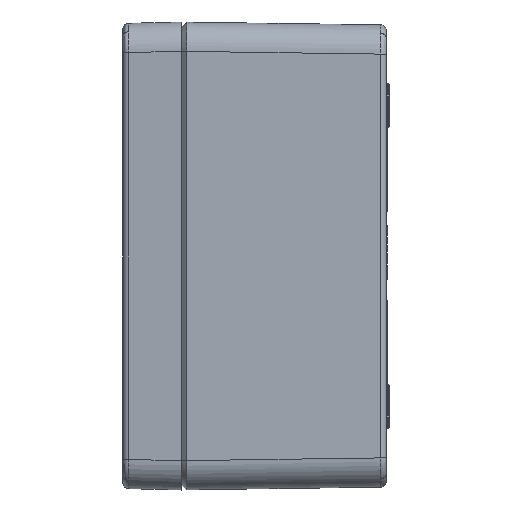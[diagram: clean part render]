
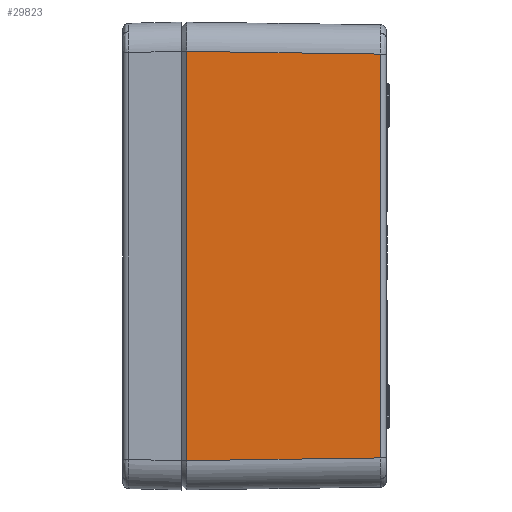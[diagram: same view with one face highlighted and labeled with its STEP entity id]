
A CAD part, left-side view. The second image highlights one B-rep face of the part: STEP entity #29823.
In plain terms, the highlighted planar face has unit normal (-1, -0.014, 0).
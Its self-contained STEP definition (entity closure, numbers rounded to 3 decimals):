
#22067 = EDGE_LOOP ( 'NONE', ( #31488, #31490, #31484, #31493 ) ) ;
#25500 = VERTEX_POINT ( 'NONE', #97651 ) ;
#27328 = VERTEX_POINT ( 'NONE', #98777 ) ;
#27337 = VERTEX_POINT ( 'NONE', #98785 ) ;
#27352 = VERTEX_POINT ( 'NONE', #98799 ) ;
#29331 = EDGE_CURVE ( 'NONE', #27328, #25500, #96616, .T. ) ;
#29368 = EDGE_CURVE ( 'NONE', #27337, #27328, #96620, .T. ) ;
#29393 = EDGE_CURVE ( 'NONE', #25500, #27352, #96627, .T. ) ;
#29407 = EDGE_CURVE ( 'NONE', #27352, #27337, #96631, .T. ) ;
#29823 = ADVANCED_FACE ( 'NONE', ( #96852 ), #107455, .T. ) ;
#31484 = ORIENTED_EDGE ( 'NONE', *, *, #29368, .T. ) ;
#31488 = ORIENTED_EDGE ( 'NONE', *, *, #29393, .T. ) ;
#31490 = ORIENTED_EDGE ( 'NONE', *, *, #29407, .T. ) ;
#31493 = ORIENTED_EDGE ( 'NONE', *, *, #29331, .T. ) ;
#96616 = LINE ( 'NONE', #104986, #103899 ) ;
#96620 = LINE ( 'NONE', #105072, #103910 ) ;
#96627 = LINE ( 'NONE', #105116, #103920 ) ;
#96631 = LINE ( 'NONE', #105133, #103931 ) ;
#96852 = FACE_OUTER_BOUND ( 'NONE', #22067, .T. ) ;
#97651 = CARTESIAN_POINT ( 'NONE',  ( -129.028, -68.028, 69.029 ) ) ;
#98777 = CARTESIAN_POINT ( 'NONE',  ( -129.028, -68.028, -69.029 ) ) ;
#98785 = CARTESIAN_POINT ( 'NONE',  ( -129.947, -1.79, -69.948 ) ) ;
#98799 = CARTESIAN_POINT ( 'NONE',  ( -129.947, -1.79, 69.948 ) ) ;
#103899 = VECTOR ( 'NONE', #104987, 1000. ) ;
#103910 = VECTOR ( 'NONE', #105073, 1000. ) ;
#103920 = VECTOR ( 'NONE', #105117, 1000. ) ;
#103931 = VECTOR ( 'NONE', #105134, 1000. ) ;
#104986 = CARTESIAN_POINT ( 'NONE',  ( -129.028, -68.028, 69.002 ) ) ;
#104987 = DIRECTION ( 'NONE',  ( 0., 0., 1. ) ) ;
#105072 = CARTESIAN_POINT ( 'NONE',  ( -130.002, 2.139, -70.003 ) ) ;
#105073 = DIRECTION ( 'NONE',  ( 0.014, -1., 0.014 ) ) ;
#105116 = CARTESIAN_POINT ( 'NONE',  ( -129.971, -0.081, 69.972 ) ) ;
#105117 = DIRECTION ( 'NONE',  ( -0.014, 1., 0.014 ) ) ;
#105133 = CARTESIAN_POINT ( 'NONE',  ( -129.947, -1.79, -69.973 ) ) ;
#105134 = DIRECTION ( 'NONE',  ( 0., 0., -1. ) ) ;
#105665 = AXIS2_PLACEMENT_3D ( 'NONE', #107456, #107457, #107458 ) ;
#107455 = PLANE ( 'NONE',  #105665 ) ;
#107456 = CARTESIAN_POINT ( 'NONE',  ( -130., 2., -80. ) ) ;
#107457 = DIRECTION ( 'NONE',  ( -1., -0.014, 0. ) ) ;
#107458 = DIRECTION ( 'NONE',  ( 0.014, -1., 0. ) ) ;
